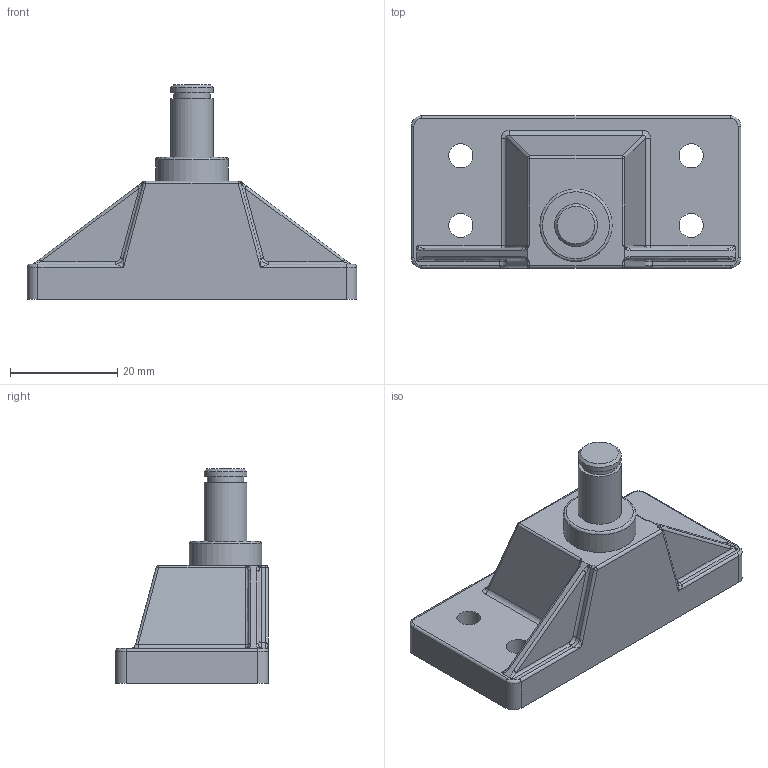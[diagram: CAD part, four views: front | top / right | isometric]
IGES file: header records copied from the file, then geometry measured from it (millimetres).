
Global section: file name: 700101.stp.ipt; native system: Autodesk Inventor 2014; preprocessor: unknown; author: zeman; date: 20151016.102005; units: millimetre
Bounding box: 61.5 x 28.5 x 40 mm (x, y, z)
Volume: 15805.9 mm3; surface area: 10789.6 mm2
Topology: 2 solids, 2 shells, 202 faces, 510 edges, 312 vertices
Faces by surface type: plane 81, revolution 53, cylinder 38, bspline 24, sphere 4, cone 2
Full cylindrical faces by diameter (mm): 6.8 x1, 8 x6, 10 x1, 13.5 x1
